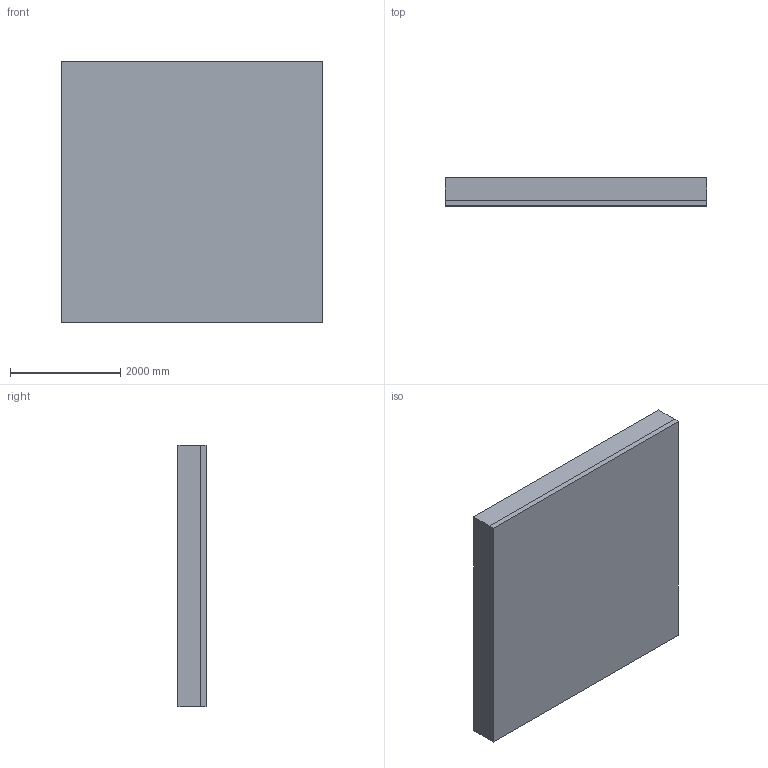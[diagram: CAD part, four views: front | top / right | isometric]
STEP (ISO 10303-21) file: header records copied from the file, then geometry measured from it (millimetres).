
FILE_DESCRIPTION (( 'STEP AP214' ), '1' );
FILE_NAME ('Trampolin 2014 Sicherheitsbereich.STEP', '2018-01-12T12:01:14', ( '' ), ( '' ), 'SwSTEP 2.0', 'SolidWorks 2016', '' );
FILE_SCHEMA (( 'AUTOMOTIVE_DESIGN' ));
Length unit declared in the file: millimetre
Products named in the file (11): Trampolin-2014; Rahmenblech-Trampolin-2014; SpiegelnWinkelblech-Trampolin-2014; Gliederboden; Fallschutzplatte 2014  535; Trampolin 2014 Sicherheitsbereich; Aushub; SpiegelnTrampolin-2014; Fallschutzplatte 2014 1,00  m; Winkelblech-Trampolin-2014; SpiegelnRahmenblech-Trampolin-2014
Assembly tree (20 placements, depth 3):
  Trampolin 2014 Sicherheitsbereich
    Aushub
    Trampolin-2014
      Rahmenblech-Trampolin-2014  x2
      Winkelblech-Trampolin-2014
    SpiegelnTrampolin-2014
      SpiegelnRahmenblech-Trampolin-2014  x2
      SpiegelnWinkelblech-Trampolin-2014
    Fallschutzplatte 2014 1,00  m  x8
    Fallschutzplatte 2014  535  x2
    Gliederboden
Bounding box: 4750 x 510 x 4750 mm (x, y, z)
Volume: 9411324743.3 mm3; surface area: 119549616.7 mm2
Topology: 19 solids, 19 shells, 740 faces, 1994 edges, 1288 vertices
Faces by surface type: plane 512, cylinder 180, cone 48
Entity records: 13246 total; most frequent: CARTESIAN_POINT 2191, DIRECTION 2182, ORIENTED_EDGE 2152, EDGE_CURVE 1076, LINE 792, VECTOR 792, VERTEX_POINT 704, AXIS2_PLACEMENT_3D 695
